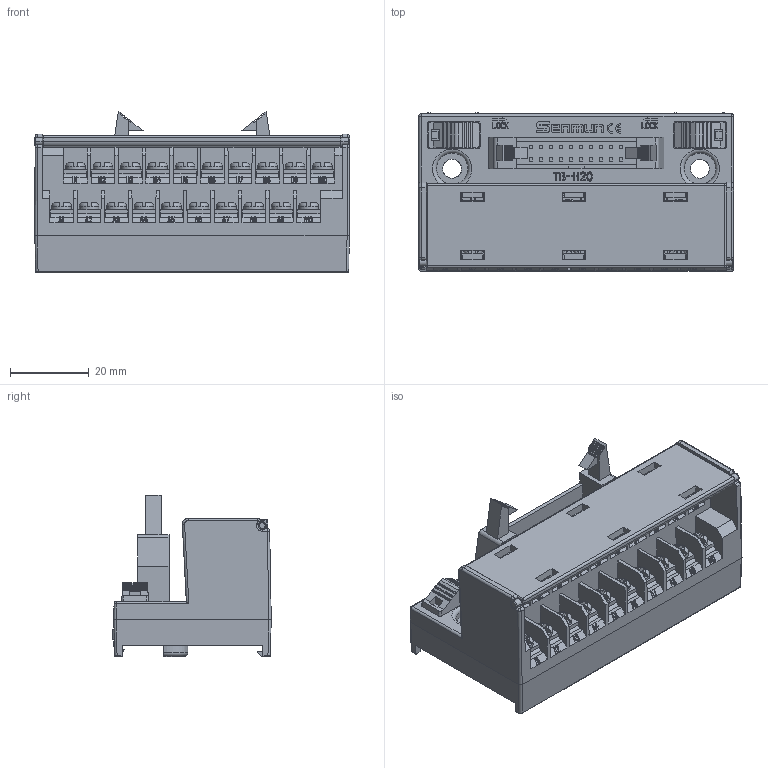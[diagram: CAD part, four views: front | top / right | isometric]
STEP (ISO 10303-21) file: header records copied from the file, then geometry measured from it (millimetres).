
FILE_DESCRIPTION(/* description */ (''),/* implementation_level */ '2;1');
FILE_NAME(/* name */ 'TB-H20.stp',/* time_stamp */ '2024-08-08T14:34:09+08:00',/* author */ (''),/* organization */ (''),/* preprocessor_version */ 'ST-DEVELOPER v14',/* originating_system */ 'SIEMENS PLM Software NX 8.0',/* authorisation */ '');
FILE_SCHEMA (('AUTOMOTIVE_DESIGN { 1 0 10303 214 3 1 1 1 }'));
Products named in the file (1): TB-H20 3D_stp
Bounding box: 80.2 x 40.3 x 41.05 mm (x, y, z)
Volume: 58344.4 mm3; surface area: 27759 mm2
Topology: 1 solids, 5 shells, 3362 faces, 9544 edges, 6312 vertices
Faces by surface type: plane 3052, cylinder 231, torus 50, bspline 14, extrusion 9, sphere 6
Full cylindrical faces by diameter (mm): 1.95 x2, 3.3 x2, 3.781 x20, 4.8 x3, 4.975 x20, 6 x2, 8 x2
Entity records: 110239 total; most frequent: CARTESIAN_POINT 22260, ORIENTED_EDGE 18872, DIRECTION 16499, EDGE_CURVE 9436, VECTOR 8531, LINE 8522, VERTEX_POINT 6260, AXIS2_PLACEMENT_3D 3984
